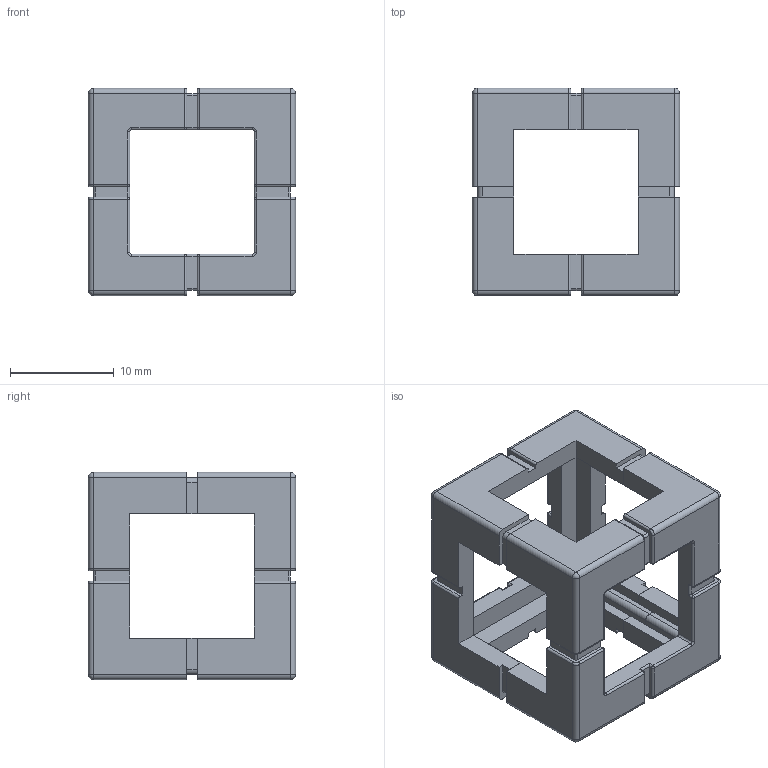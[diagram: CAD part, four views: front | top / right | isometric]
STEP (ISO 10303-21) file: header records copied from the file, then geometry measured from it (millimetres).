
FILE_DESCRIPTION (( 'STEP AP203' ), '1' );
FILE_NAME ('20-20009g.STEP', '2014-04-14T00:04:44', ( 'Nicholas Morozovsky' ), ( '' ), 'SwSTEP 2.0', 'SolidWorks 2012', '' );
FILE_SCHEMA (( 'CONFIG_CONTROL_DESIGN' ));
Length unit declared in the file: millimetre
Products named in the file (1): 20-20009g
Bounding box: 20 x 20 x 20 mm (x, y, z)
Volume: 2181.4 mm3; surface area: 2930.6 mm2
Topology: 2 solids, 2 shells, 390 faces, 1008 edges, 580 vertices
Faces by surface type: plane 178, cylinder 148, sphere 24, torus 24, bspline 16
Entity records: 11547 total; most frequent: CARTESIAN_POINT 2163, DIRECTION 1990, ORIENTED_EDGE 1936, EDGE_CURVE 968, VECTOR 664, LINE 664, AXIS2_PLACEMENT_3D 663, VERTEX_POINT 580
